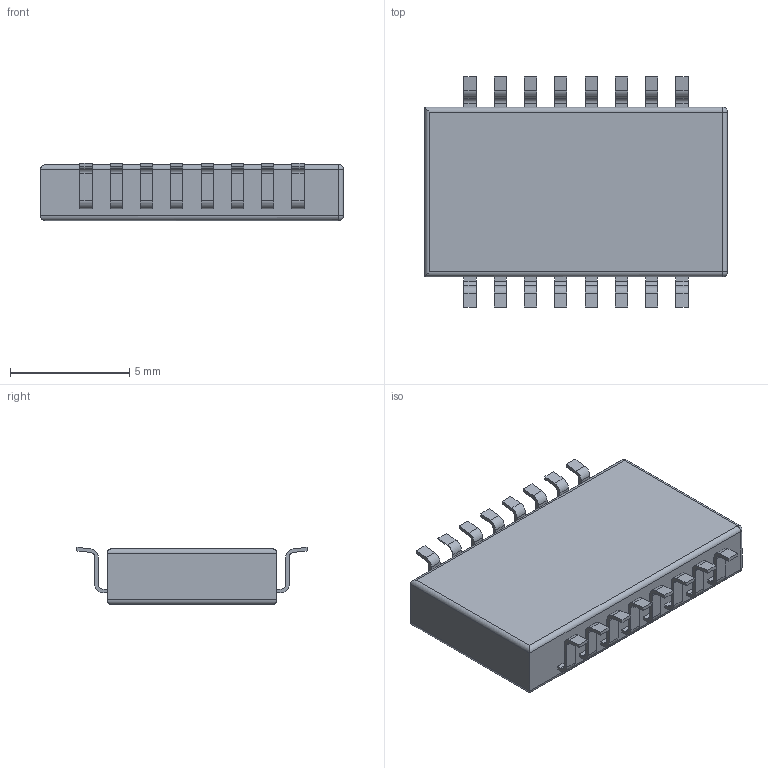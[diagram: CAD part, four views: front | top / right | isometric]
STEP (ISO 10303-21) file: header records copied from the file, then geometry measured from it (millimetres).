
FILE_DESCRIPTION (( 'STEP AP214' ), '1' );
FILE_NAME ('Transformer_Pulse_H1100NL.step', '2020-02-20T03:40:02', ( '' ), ( '' ), 'SwSTEP 2.0', 'SolidWorks 2017', '' );
FILE_SCHEMA (( 'AUTOMOTIVE_DESIGN' ));
Length unit declared in the file: millimetre
Products named in the file (1): Transformer_Pulse_H1100NL
Bounding box: 12.7 x 9.65 x 2.4 mm (x, y, z)
Volume: 214.2 mm3; surface area: 329.5 mm2
Topology: 1 solids, 1 shells, 303 faces, 811 edges, 530 vertices
Faces by surface type: plane 199, cylinder 77, bspline 21, sphere 4, torus 2
Entity records: 11523 total; most frequent: CARTESIAN_POINT 2957, ORIENTED_EDGE 1614, DIRECTION 1471, EDGE_CURVE 807, LINE 615, VECTOR 615, VERTEX_POINT 530, AXIS2_PLACEMENT_3D 428
